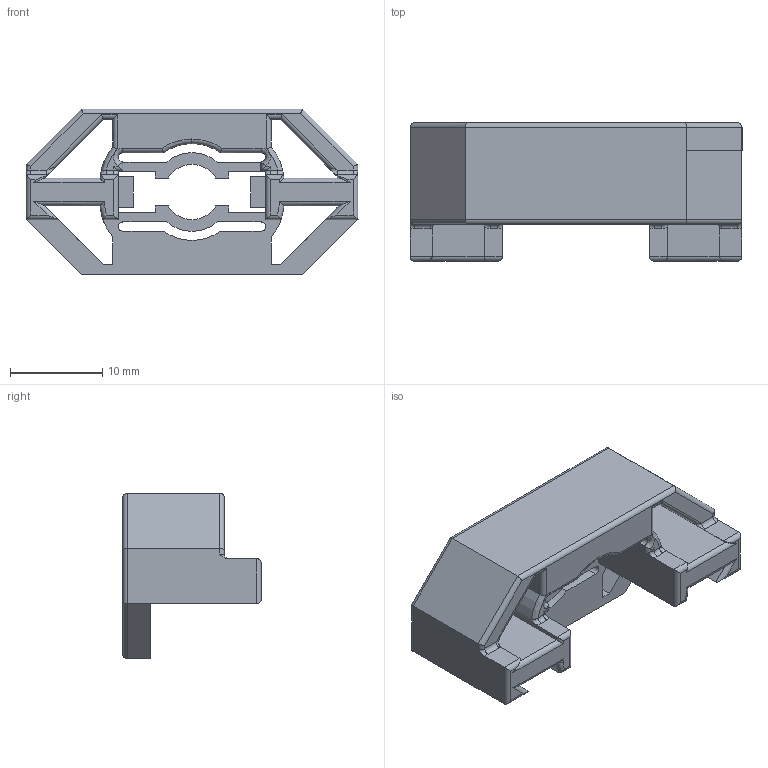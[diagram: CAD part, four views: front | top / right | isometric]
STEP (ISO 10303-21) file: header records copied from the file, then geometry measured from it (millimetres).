
FILE_DESCRIPTION(/* description */ (''),/* implementation_level */ '2;1');
FILE_NAME(/* name */ 'lock_body_8mm.step',/* time_stamp */ '2024-04-05T09:51:10+02:00',/* author */ (''),/* organization */ (''),/* preprocessor_version */ 'ST-DEVELOPER v20',/* originating_system */ 'Autodesk Translation Framework v12.20.1.177',/* authorisation */ '');
FILE_SCHEMA (('AUTOMOTIVE_DESIGN { 1 0 10303 214 3 1 1 }'));
Length unit declared in the file: millimetre
Products named in the file (1): (Non enregistré)
Bounding box: 36 x 15 x 18 mm (x, y, z)
Volume: 3159.3 mm3; surface area: 3160.3 mm2
Topology: 1 solids, 1 shells, 240 faces, 598 edges, 352 vertices
Faces by surface type: cylinder 116, plane 92, torus 28, bspline 4
Entity records: 7646 total; most frequent: CARTESIAN_POINT 1918, ORIENTED_EDGE 1196, DIRECTION 1189, EDGE_CURVE 598, AXIS2_PLACEMENT_3D 403, LINE 383, VECTOR 383, VERTEX_POINT 352
